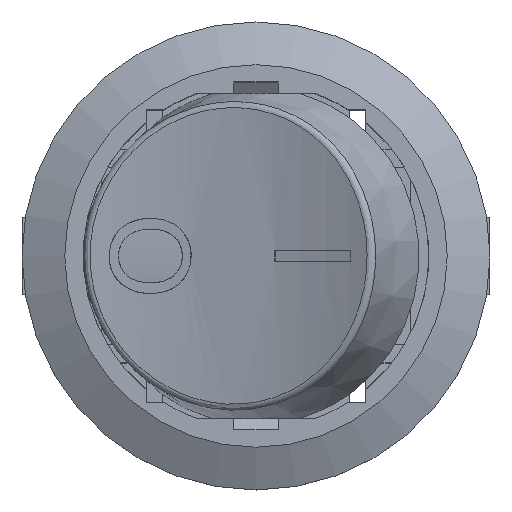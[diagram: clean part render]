
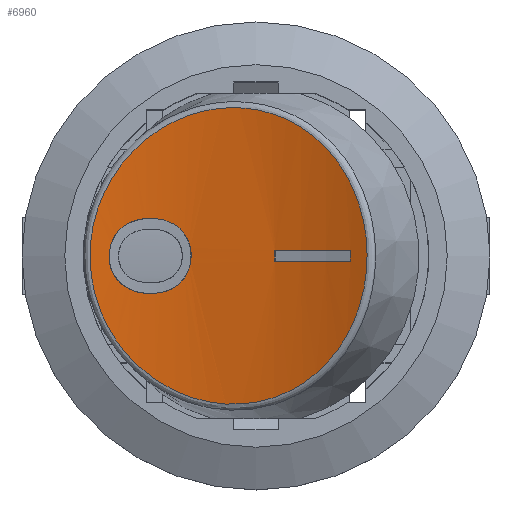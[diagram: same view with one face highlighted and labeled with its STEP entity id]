
A CAD part, top view. The second image highlights one B-rep face of the part: STEP entity #6960.
In plain terms, the highlighted cylindrical face has radius 27.625 mm (diameter 55.25 mm), a partial arc.
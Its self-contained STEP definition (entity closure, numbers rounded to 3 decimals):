
#802=LINE('',#12596,#1576);
#803=LINE('',#12600,#1577);
#1576=VECTOR('',#9425,1000.);
#1577=VECTOR('',#9428,1000.);
#2038=CIRCLE('',#7725,27.625);
#2039=CIRCLE('',#7726,27.625);
#3925=ORIENTED_EDGE('',*,*,#4976,.F.);
#3926=ORIENTED_EDGE('',*,*,#4977,.F.);
#3927=ORIENTED_EDGE('',*,*,#4978,.F.);
#3928=ORIENTED_EDGE('',*,*,#4979,.F.);
#3929=ORIENTED_EDGE('',*,*,#4980,.F.);
#3930=ORIENTED_EDGE('',*,*,#4981,.T.);
#4976=EDGE_CURVE('',#5653,#5654,#2038,.T.);
#4977=EDGE_CURVE('',#5655,#5653,#802,.T.);
#4978=EDGE_CURVE('',#5656,#5655,#2039,.F.);
#4979=EDGE_CURVE('',#5654,#5656,#803,.F.);
#4980=EDGE_CURVE('',#5657,#5657,#5741,.F.);
#4981=EDGE_CURVE('',#5658,#5658,#5742,.T.);
#5653=VERTEX_POINT('',#12594);
#5654=VERTEX_POINT('',#12595);
#5655=VERTEX_POINT('',#12597);
#5656=VERTEX_POINT('',#12599);
#5657=VERTEX_POINT('',#12618);
#5658=VERTEX_POINT('',#12638);
#5741=B_SPLINE_CURVE_WITH_KNOTS('',3,(#12601,#12602,#12603,#12604,#12605,
#12606,#12607,#12608,#12609,#12610,#12611,#12612,#12613,#12614,#12615,#12616,
#12617),.UNSPECIFIED.,.T.,.F.,(1,1,1,1,1,1,1,1,1,1,1,1,1,1,1,1,1,1,1,1,
1),(-0.003,-0.002,-0.001,0.,
0.001,0.002,0.003,0.004,
0.005,0.005,0.006,0.007,
0.008,0.009,0.009,0.011,
0.012,0.012,0.013,0.014,
0.015),.UNSPECIFIED.);
#5742=B_SPLINE_CURVE_WITH_KNOTS('',3,(#12619,#12620,#12621,#12622,#12623,
#12624,#12625,#12626,#12627,#12628,#12629,#12630,#12631,#12632,#12633,#12634,
#12635,#12636,#12637),.UNSPECIFIED.,.T.,.F.,(1,1,1,1,1,1,1,1,1,1,1,1,1,
1,1,1,1,1,1,1,1,1,1),(-0.008,-0.006,-0.003,
0.,0.003,0.006,0.008,
0.011,0.014,0.017,0.02,
0.023,0.025,0.028,0.031,
0.034,0.037,0.04,0.042,
0.045,0.048,0.051,0.054),
 .UNSPECIFIED.);
#6134=EDGE_LOOP('',(#3925,#3926,#3927,#3928));
#6135=EDGE_LOOP('',(#3929));
#6136=EDGE_LOOP('',(#3930));
#6554=FACE_BOUND('',#6134,.T.);
#6555=FACE_BOUND('',#6135,.T.);
#6556=FACE_BOUND('',#6136,.T.);
#6618=CYLINDRICAL_SURFACE('',#7724,27.625);
#6960=ADVANCED_FACE('',(#6554,#6555,#6556),#6618,.F.);
#7724=AXIS2_PLACEMENT_3D('',#12592,#9421,#9422);
#7725=AXIS2_PLACEMENT_3D('',#12593,#9423,#9424);
#7726=AXIS2_PLACEMENT_3D('',#12598,#9426,#9427);
#9421=DIRECTION('',(0.,1.,0.));
#9422=DIRECTION('',(0.,0.,1.));
#9423=DIRECTION('',(0.,1.,0.));
#9424=DIRECTION('',(0.,0.,1.));
#9425=DIRECTION('',(0.,1.,0.));
#9426=DIRECTION('',(0.,1.,0.));
#9427=DIRECTION('',(0.,0.,1.));
#9428=DIRECTION('',(0.,1.,0.));
#12592=CARTESIAN_POINT('',(0.,-8.3,31.925));
#12593=CARTESIAN_POINT('',(0.,0.264,31.925));
#12594=CARTESIAN_POINT('',(6.135,0.264,4.99));
#12595=CARTESIAN_POINT('',(2.135,0.264,4.383));
#12596=CARTESIAN_POINT('',(6.135,-8.3,4.99));
#12597=CARTESIAN_POINT('',(6.135,-0.264,4.99));
#12598=CARTESIAN_POINT('',(0.,-0.264,31.925));
#12599=CARTESIAN_POINT('',(2.135,-0.264,4.383));
#12600=CARTESIAN_POINT('',(2.135,-8.3,4.383));
#12601=CARTESIAN_POINT('',(-4.962,1.756,4.746));
#12602=CARTESIAN_POINT('',(-4.199,1.881,4.617));
#12603=CARTESIAN_POINT('',(-3.432,1.796,4.51));
#12604=CARTESIAN_POINT('',(-2.488,1.345,4.407));
#12605=CARTESIAN_POINT('',(-2.045,0.315,4.376));
#12606=CARTESIAN_POINT('',(-2.207,-0.712,4.388));
#12607=CARTESIAN_POINT('',(-2.64,-1.371,4.424));
#12608=CARTESIAN_POINT('',(-3.324,-1.763,4.497));
#12609=CARTESIAN_POINT('',(-4.086,-1.881,4.6));
#12610=CARTESIAN_POINT('',(-4.845,-1.793,4.725));
#12611=CARTESIAN_POINT('',(-5.541,-1.454,4.859));
#12612=CARTESIAN_POINT('',(-6.025,-0.832,4.964));
#12613=CARTESIAN_POINT('',(-6.235,0.192,5.013));
#12614=CARTESIAN_POINT('',(-5.867,1.236,4.925));
#12615=CARTESIAN_POINT('',(-4.962,1.756,4.746));
#12616=CARTESIAN_POINT('',(-4.199,1.881,4.617));
#12617=CARTESIAN_POINT('',(-3.432,1.796,4.51));
#12618=CARTESIAN_POINT('',(-4.198,1.846,4.621));
#12619=CARTESIAN_POINT('',(-6.539,-3.187,5.077));
#12620=CARTESIAN_POINT('',(-4.886,-5.516,4.708));
#12621=CARTESIAN_POINT('',(-2.448,-7.046,4.364));
#12622=CARTESIAN_POINT('',(0.405,-7.477,4.252));
#12623=CARTESIAN_POINT('',(3.186,-6.72,4.444));
#12624=CARTESIAN_POINT('',(5.426,-4.943,4.817));
#12625=CARTESIAN_POINT('',(6.83,-2.449,5.153));
#12626=CARTESIAN_POINT('',(7.219,0.402,5.261));
#12627=CARTESIAN_POINT('',(6.536,3.191,5.076));
#12628=CARTESIAN_POINT('',(4.887,5.514,4.709));
#12629=CARTESIAN_POINT('',(2.449,7.046,4.364));
#12630=CARTESIAN_POINT('',(-0.409,7.477,4.252));
#12631=CARTESIAN_POINT('',(-3.186,6.719,4.444));
#12632=CARTESIAN_POINT('',(-5.423,4.946,4.816));
#12633=CARTESIAN_POINT('',(-6.827,2.458,5.152));
#12634=CARTESIAN_POINT('',(-7.219,-0.393,5.261));
#12635=CARTESIAN_POINT('',(-6.539,-3.187,5.077));
#12636=CARTESIAN_POINT('',(-4.886,-5.516,4.708));
#12637=CARTESIAN_POINT('',(-2.448,-7.046,4.364));
#12638=CARTESIAN_POINT('',(-4.755,-5.383,4.712));
